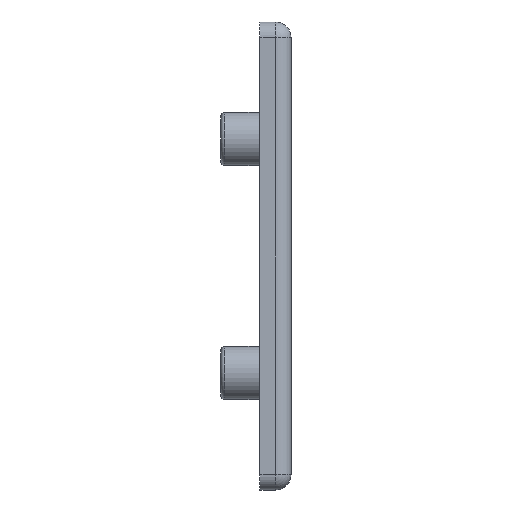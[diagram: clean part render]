
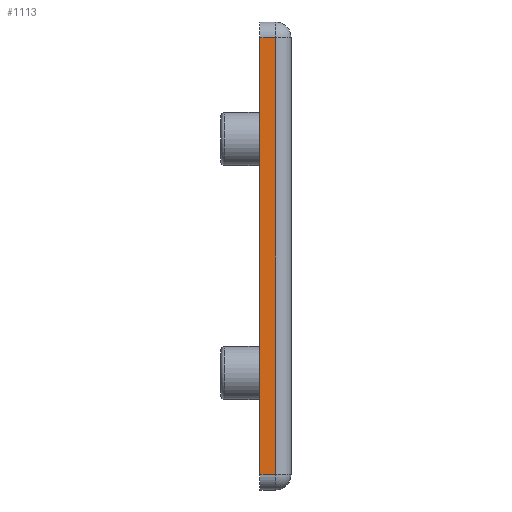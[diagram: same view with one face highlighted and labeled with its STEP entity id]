
A CAD part, left-side view. The second image highlights one B-rep face of the part: STEP entity #1113.
In plain terms, the highlighted planar face has unit normal (-1, 0, 0).
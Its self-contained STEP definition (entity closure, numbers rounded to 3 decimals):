
#2 = CARTESIAN_POINT ( 'NONE',  ( -45., 4., -28. ) ) ;
#421 = CARTESIAN_POINT ( 'NONE',  ( -45., 4., 28. ) ) ;
#704 = VERTEX_POINT ( 'NONE', #421 ) ;
#877 = FACE_OUTER_BOUND ( 'NONE', #7073, .T. ) ;
#1095 = LINE ( 'NONE', #2885, #2267 ) ;
#1113 = ADVANCED_FACE ( 'NONE', ( #877 ), #1520, .F. ) ;
#1520 = PLANE ( 'NONE',  #4937 ) ;
#1572 = DIRECTION ( 'NONE',  ( 0., 0., -1. ) ) ;
#1914 = EDGE_CURVE ( 'NONE', #7270, #704, #3008, .T. ) ;
#2016 = ORIENTED_EDGE ( 'NONE', *, *, #6713, .T. ) ;
#2123 = CARTESIAN_POINT ( 'NONE',  ( -45., 2., -28. ) ) ;
#2267 = VECTOR ( 'NONE', #6249, 1000. ) ;
#2595 = LINE ( 'NONE', #2123, #6379 ) ;
#2679 = DIRECTION ( 'NONE',  ( 0., 0., 1. ) ) ;
#2755 = CARTESIAN_POINT ( 'NONE',  ( -45., 4., -28. ) ) ;
#2765 = DIRECTION ( 'NONE',  ( 0., -1., 0. ) ) ;
#2813 = ORIENTED_EDGE ( 'NONE', *, *, #1914, .F. ) ;
#2846 = CARTESIAN_POINT ( 'NONE',  ( -45., 2., 28. ) ) ;
#2885 = CARTESIAN_POINT ( 'NONE',  ( -45., 4., 28. ) ) ;
#3008 = LINE ( 'NONE', #2755, #5790 ) ;
#3185 = CARTESIAN_POINT ( 'NONE',  ( -45., 4., -28. ) ) ;
#3245 = ORIENTED_EDGE ( 'NONE', *, *, #6197, .F. ) ;
#3519 = EDGE_CURVE ( 'NONE', #7270, #4966, #5530, .T. ) ;
#3631 = VERTEX_POINT ( 'NONE', #2846 ) ;
#4937 = AXIS2_PLACEMENT_3D ( 'NONE', #3185, #7113, #1572 ) ;
#4966 = VERTEX_POINT ( 'NONE', #5294 ) ;
#5294 = CARTESIAN_POINT ( 'NONE',  ( -45., 2., -28. ) ) ;
#5340 = VECTOR ( 'NONE', #2765, 1000. ) ;
#5530 = LINE ( 'NONE', #5545, #5340 ) ;
#5545 = CARTESIAN_POINT ( 'NONE',  ( -45., 4., -28. ) ) ;
#5790 = VECTOR ( 'NONE', #7255, 1000. ) ;
#5883 = ORIENTED_EDGE ( 'NONE', *, *, #3519, .T. ) ;
#6197 = EDGE_CURVE ( 'NONE', #704, #3631, #1095, .T. ) ;
#6249 = DIRECTION ( 'NONE',  ( 0., -1., 0. ) ) ;
#6379 = VECTOR ( 'NONE', #2679, 1000. ) ;
#6713 = EDGE_CURVE ( 'NONE', #4966, #3631, #2595, .T. ) ;
#7073 = EDGE_LOOP ( 'NONE', ( #5883, #2016, #3245, #2813 ) ) ;
#7113 = DIRECTION ( 'NONE',  ( 1., 0., 0. ) ) ;
#7255 = DIRECTION ( 'NONE',  ( 0., 0., 1. ) ) ;
#7270 = VERTEX_POINT ( 'NONE', #2 ) ;
